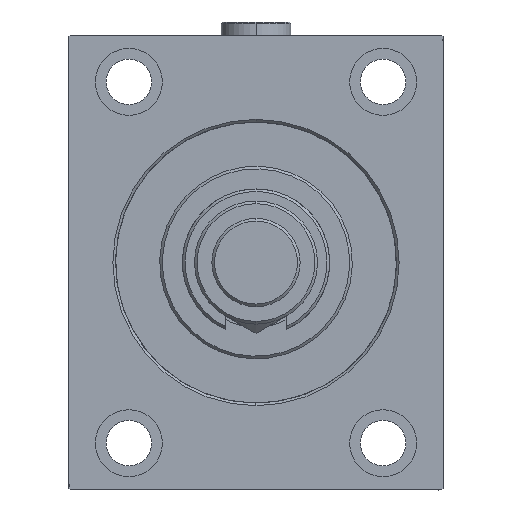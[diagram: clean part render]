
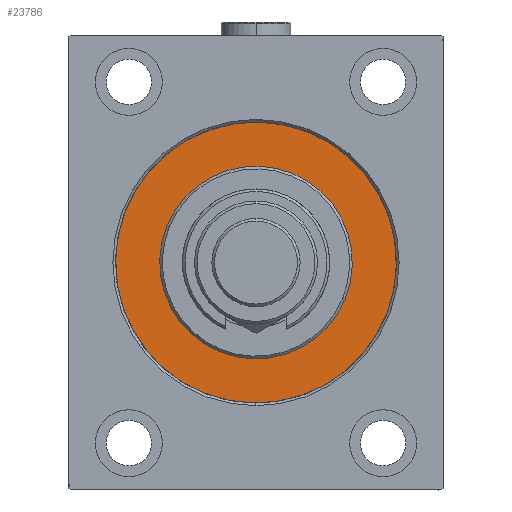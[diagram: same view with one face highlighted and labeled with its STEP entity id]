
A CAD part, left-side view. The second image highlights one B-rep face of the part: STEP entity #23786.
In plain terms, the highlighted face is planar.
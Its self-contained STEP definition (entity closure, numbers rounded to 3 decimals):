
#867 = ORIENTED_EDGE ( 'NONE', *, *, #13901, .F. ) ;
#2931 = DIRECTION ( 'NONE',  ( 0., 0., -1. ) ) ;
#3273 = CIRCLE ( 'NONE', #40674, 52.5 ) ;
#3748 = ORIENTED_EDGE ( 'NONE', *, *, #43487, .F. ) ;
#3869 = FACE_OUTER_BOUND ( 'NONE', #5010, .T. ) ;
#5010 = EDGE_LOOP ( 'NONE', ( #45933, #10842 ) ) ;
#5675 = CARTESIAN_POINT ( 'NONE',  ( 0., 0., -36. ) ) ;
#6192 = CARTESIAN_POINT ( 'NONE',  ( 0., 0., 52.5 ) ) ;
#7047 = PLANE ( 'NONE',  #25029 ) ;
#7422 = VERTEX_POINT ( 'NONE', #19756 ) ;
#8793 = DIRECTION ( 'NONE',  ( 0., 0., 1. ) ) ;
#10842 = ORIENTED_EDGE ( 'NONE', *, *, #41531, .F. ) ;
#11704 = EDGE_LOOP ( 'NONE', ( #3748, #867 ) ) ;
#11819 = CARTESIAN_POINT ( 'NONE',  ( 0., 0., 0. ) ) ;
#13901 = EDGE_CURVE ( 'NONE', #42622, #7422, #36124, .T. ) ;
#14373 = DIRECTION ( 'NONE',  ( -1., 0., 0. ) ) ;
#16450 = DIRECTION ( 'NONE',  ( 0., 0., -1. ) ) ;
#16847 = CARTESIAN_POINT ( 'NONE',  ( 0., 0., 0. ) ) ;
#18739 = CARTESIAN_POINT ( 'NONE',  ( 0., 0., 0. ) ) ;
#19140 = DIRECTION ( 'NONE',  ( 1., 0., 0. ) ) ;
#19756 = CARTESIAN_POINT ( 'NONE',  ( 0., 0., 36. ) ) ;
#20448 = VERTEX_POINT ( 'NONE', #6192 ) ;
#20577 = DIRECTION ( 'NONE',  ( -1., 0., 0. ) ) ;
#21458 = DIRECTION ( 'NONE',  ( 1., 0., 0. ) ) ;
#21911 = DIRECTION ( 'NONE',  ( 0., 0., 1. ) ) ;
#23786 = ADVANCED_FACE ( 'NONE', ( #47793, #3869 ), #7047, .F. ) ;
#24389 = DIRECTION ( 'NONE',  ( -1., 0., 0. ) ) ;
#24678 = CIRCLE ( 'NONE', #40258, 52.5 ) ;
#24778 = EDGE_CURVE ( 'NONE', #42397, #20448, #3273, .T. ) ;
#25029 = AXIS2_PLACEMENT_3D ( 'NONE', #18739, #14373, #21911 ) ;
#25351 = CARTESIAN_POINT ( 'NONE',  ( 0., 0., 0. ) ) ;
#27057 = CIRCLE ( 'NONE', #31752, 36. ) ;
#28137 = DIRECTION ( 'NONE',  ( 0., 0., 1. ) ) ;
#31752 = AXIS2_PLACEMENT_3D ( 'NONE', #25351, #21458, #2931 ) ;
#35219 = CARTESIAN_POINT ( 'NONE',  ( 0., 0., 0. ) ) ;
#36124 = CIRCLE ( 'NONE', #43921, 36. ) ;
#40258 = AXIS2_PLACEMENT_3D ( 'NONE', #35219, #20577, #28137 ) ;
#40674 = AXIS2_PLACEMENT_3D ( 'NONE', #16847, #24389, #8793 ) ;
#41531 = EDGE_CURVE ( 'NONE', #20448, #42397, #24678, .T. ) ;
#42397 = VERTEX_POINT ( 'NONE', #47652 ) ;
#42622 = VERTEX_POINT ( 'NONE', #5675 ) ;
#43487 = EDGE_CURVE ( 'NONE', #7422, #42622, #27057, .T. ) ;
#43921 = AXIS2_PLACEMENT_3D ( 'NONE', #11819, #19140, #16450 ) ;
#45933 = ORIENTED_EDGE ( 'NONE', *, *, #24778, .F. ) ;
#47652 = CARTESIAN_POINT ( 'NONE',  ( 0., 0., -52.5 ) ) ;
#47793 = FACE_BOUND ( 'NONE', #11704, .T. ) ;
